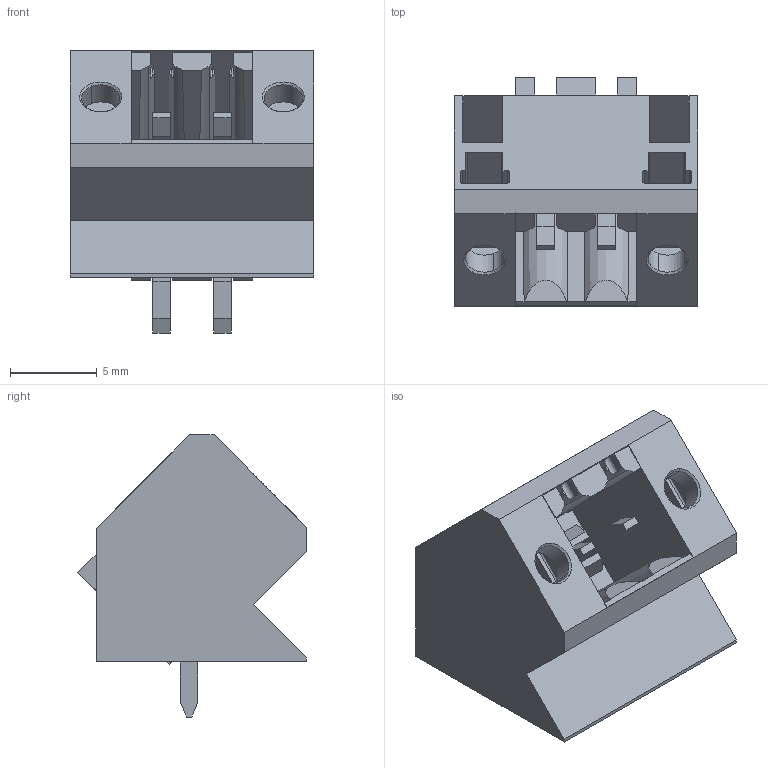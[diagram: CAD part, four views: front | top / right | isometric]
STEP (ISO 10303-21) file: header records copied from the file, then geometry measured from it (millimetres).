
FILE_DESCRIPTION(('CATIA V5 STEP Exchange','CAx-IF Rec.Pracs.--- Model Styling and Organization---1.2---2011-12-15'),'2;1');
FILE_NAME ('D1454197_0_1643330000_1643330000.stp','2018-10-10T08:19:36+00:00',('none'),('Weidmueller'),'CATIA Version 5-6 Release 2014','CATIA V5 STEP AP214','none');
FILE_SCHEMA(('AUTOMOTIVE_DESIGN { 1 0 10303 214 1 1 1 1 }'));
Length unit declared in the file: millimetre
Products named in the file (1): 1643330000
Bounding box: 14 x 13.15 x 16.23 mm (x, y, z)
Volume: 997.6 mm3; surface area: 1869.9 mm2
Topology: 3 solids, 3 shells, 233 faces, 659 edges, 432 vertices
Faces by surface type: plane 189, cylinder 38, cone 6
Entity records: 7202 total; most frequent: CARTESIAN_POINT 1523, ORIENTED_EDGE 1318, DIRECTION 925, EDGE_CURVE 659, VECTOR 537, LINE 537, VERTEX_POINT 432, EDGE_LOOP 243
